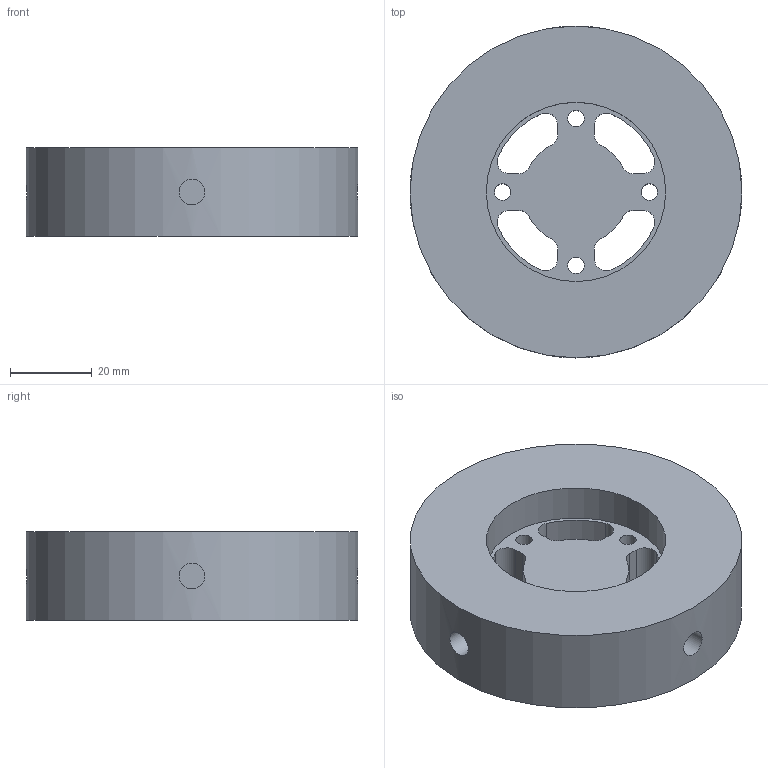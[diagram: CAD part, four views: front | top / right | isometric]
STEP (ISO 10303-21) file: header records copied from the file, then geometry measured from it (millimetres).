
FILE_DESCRIPTION(/* description */ (''),/* implementation_level */ '2;1');
FILE_NAME(/* name */ 'MotorHousing.stp',/* time_stamp */ '2025-04-17T16:26:49-04:00',/* author */ ('josia'),/* organization */ (''),/* preprocessor_version */ 'ST-DEVELOPER v20',/* originating_system */ 'Autodesk Inventor 2025',/* authorisation */ '');
FILE_SCHEMA (('AUTOMOTIVE_DESIGN { 1 0 10303 214 3 1 1 }'));
Length unit declared in the file: inch
Products named in the file (1): MotorHousing
Bounding box: 81.4 x 81.4 x 21.75 mm (x, y, z)
Volume: 90578.2 mm3; surface area: 20042.5 mm2
Topology: 1 solids, 1 shells, 49 faces, 135 edges, 92 vertices
Faces by surface type: cylinder 34, plane 15
Full cylindrical faces by diameter (mm): 4 x4, 6.35 x4, 44 x1, 81.4 x1
Entity records: 1794 total; most frequent: CARTESIAN_POINT 417, DIRECTION 287, ORIENTED_EDGE 270, EDGE_CURVE 135, AXIS2_PLACEMENT_3D 114, VERTEX_POINT 92, EDGE_LOOP 69, CIRCLE 64
